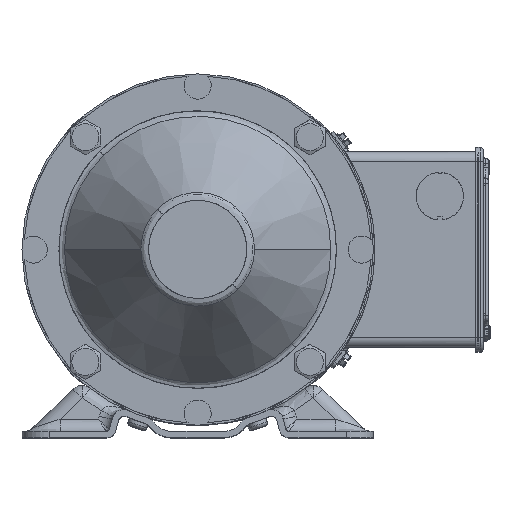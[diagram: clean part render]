
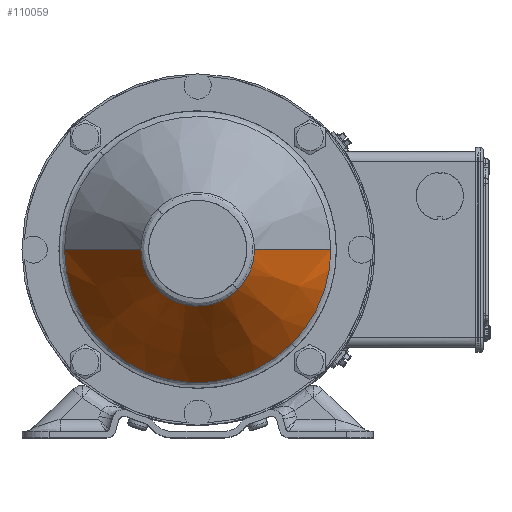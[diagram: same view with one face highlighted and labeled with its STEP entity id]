
A CAD part, top view. The second image highlights one B-rep face of the part: STEP entity #110059.
In plain terms, the highlighted conical face has half-angle 33.547 degrees and reference radius 62.558 mm.
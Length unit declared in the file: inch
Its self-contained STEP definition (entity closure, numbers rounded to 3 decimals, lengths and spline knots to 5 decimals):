
#1319 = AXIS2_PLACEMENT_3D ( 'NONE', #115571, #81712, #104899 ) ;
#5055 = ORIENTED_EDGE ( 'NONE', *, *, #130468, .T. ) ;
#10102 = AXIS2_PLACEMENT_3D ( 'NONE', #73354, #140516, #74780 ) ;
#11272 = AXIS2_PLACEMENT_3D ( 'NONE', #22644, #88250, #134647 ) ;
#12346 = CARTESIAN_POINT ( 'NONE',  ( 2.46279, -0.00013, 12.77628 ) ) ;
#15801 = CARTESIAN_POINT ( 'NONE',  ( 1.05113, -0.00013, 14.90525 ) ) ;
#16879 = VERTEX_POINT ( 'NONE', #19356 ) ;
#17365 = DIRECTION ( 'NONE',  ( 0.553, 0., -0.833 ) ) ;
#19356 = CARTESIAN_POINT ( 'NONE',  ( 0.74323, -0.74348, 14.90525 ) ) ;
#19815 = CONICAL_SURFACE ( 'NONE', #1319, 2.46292, 0.586 ) ;
#20363 = ORIENTED_EDGE ( 'NONE', *, *, #140076, .T. ) ;
#22644 = CARTESIAN_POINT ( 'NONE',  ( -0.00013, -0.00013, 14.90525 ) ) ;
#24392 = VERTEX_POINT ( 'NONE', #122902 ) ;
#31279 = ORIENTED_EDGE ( 'NONE', *, *, #58798, .T. ) ;
#33519 = ORIENTED_EDGE ( 'NONE', *, *, #108475, .T. ) ;
#40344 = FACE_OUTER_BOUND ( 'NONE', #106800, .T. ) ;
#44491 = DIRECTION ( 'NONE',  ( -0.553, 0., -0.833 ) ) ;
#48490 = ORIENTED_EDGE ( 'NONE', *, *, #52898, .T. ) ;
#51465 = EDGE_CURVE ( 'NONE', #108256, #79386, #85256, .T. ) ;
#52898 = EDGE_CURVE ( 'NONE', #16879, #79921, #97166, .T. ) ;
#55914 = VECTOR ( 'NONE', #17365, 39.37008 ) ;
#56313 = AXIS2_PLACEMENT_3D ( 'NONE', #93156, #70473, #70942 ) ;
#58538 = DIRECTION ( 'NONE',  ( -0.707, 0.707, 0. ) ) ;
#58798 = EDGE_CURVE ( 'NONE', #108256, #16879, #133132, .T. ) ;
#68219 = LINE ( 'NONE', #110654, #135646 ) ;
#70118 = DIRECTION ( 'NONE',  ( 0., 0., 1. ) ) ;
#70473 = DIRECTION ( 'NONE',  ( 0., 0., -1. ) ) ;
#70942 = DIRECTION ( 'NONE',  ( -0.707, 0.707, 0. ) ) ;
#73354 = CARTESIAN_POINT ( 'NONE',  ( -0.00013, -0.00013, 12.77628 ) ) ;
#74780 = DIRECTION ( 'NONE',  ( -0.707, 0.707, 0. ) ) ;
#79386 = VERTEX_POINT ( 'NONE', #12346 ) ;
#79921 = VERTEX_POINT ( 'NONE', #139161 ) ;
#81712 = DIRECTION ( 'NONE',  ( 0., 0., -1. ) ) ;
#82547 = CIRCLE ( 'NONE', #10102, 2.46292 ) ;
#85256 = LINE ( 'NONE', #94033, #55914 ) ;
#88250 = DIRECTION ( 'NONE',  ( 0., 0., -1. ) ) ;
#90728 = ORIENTED_EDGE ( 'NONE', *, *, #51465, .F. ) ;
#93156 = CARTESIAN_POINT ( 'NONE',  ( -0.00013, -0.00013, 14.90525 ) ) ;
#94033 = CARTESIAN_POINT ( 'NONE',  ( 2.46279, -0.00013, 12.77628 ) ) ;
#97166 = CIRCLE ( 'NONE', #11272, 1.05126 ) ;
#103809 = CARTESIAN_POINT ( 'NONE',  ( 1.74142, -1.74167, 12.77628 ) ) ;
#104381 = VERTEX_POINT ( 'NONE', #103809 ) ;
#104899 = DIRECTION ( 'NONE',  ( -1., 0., 0. ) ) ;
#106800 = EDGE_LOOP ( 'NONE', ( #90728, #31279, #48490, #5055, #20363, #33519 ) ) ;
#108256 = VERTEX_POINT ( 'NONE', #15801 ) ;
#108475 = EDGE_CURVE ( 'NONE', #104381, #79386, #139047, .T. ) ;
#110059 = ADVANCED_FACE ( 'NONE', ( #40344 ), #19815, .T. ) ;
#110654 = CARTESIAN_POINT ( 'NONE',  ( -2.46305, -0.00013, 12.77628 ) ) ;
#114120 = CARTESIAN_POINT ( 'NONE',  ( -0.00013, -0.00013, 12.77628 ) ) ;
#115571 = CARTESIAN_POINT ( 'NONE',  ( -0.00013, -0.00013, 12.77628 ) ) ;
#122902 = CARTESIAN_POINT ( 'NONE',  ( -2.46305, -0.00013, 12.77628 ) ) ;
#126962 = AXIS2_PLACEMENT_3D ( 'NONE', #114120, #70118, #58538 ) ;
#130468 = EDGE_CURVE ( 'NONE', #79921, #24392, #68219, .T. ) ;
#133132 = CIRCLE ( 'NONE', #56313, 1.05126 ) ;
#134647 = DIRECTION ( 'NONE',  ( -0.707, 0.707, 0. ) ) ;
#135646 = VECTOR ( 'NONE', #44491, 39.37008 ) ;
#139047 = CIRCLE ( 'NONE', #126962, 2.46292 ) ;
#139161 = CARTESIAN_POINT ( 'NONE',  ( -1.05139, -0.00013, 14.90525 ) ) ;
#140076 = EDGE_CURVE ( 'NONE', #24392, #104381, #82547, .T. ) ;
#140516 = DIRECTION ( 'NONE',  ( 0., 0., 1. ) ) ;
